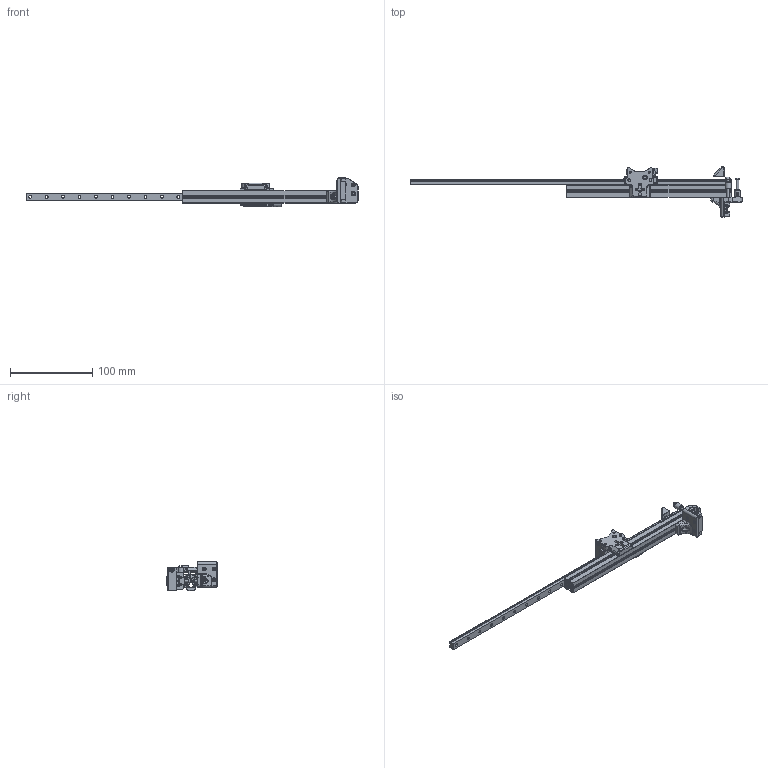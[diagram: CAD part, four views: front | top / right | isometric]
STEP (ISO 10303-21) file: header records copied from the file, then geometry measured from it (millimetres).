
FILE_DESCRIPTION(/* description */ (''),/* implementation_level */ '2;1');
FILE_NAME(/* name */ 'carriage_for_mgn9H.step',/* time_stamp */ '2022-01-14T13:55:27+02:00',/* author */ (''),/* organization */ (''),/* preprocessor_version */ 'ST-DEVELOPER v18.1',/* originating_system */ 'Autodesk Translation Framework v10.10.0.1391',/* authorisation */ '');
FILE_SCHEMA (('AUTOMOTIVE_DESIGN { 1 0 10303 214 3 1 1 }'));
Products named in the file (19): mgn9h; Gantry; XY_Joint_Right; XY_Joint_Right-1; M3x16 BHCS; M3x6 BHCS-1; M3 Threaded Insert; M2x10 self tapping screw for plastic-1; MGN7-H-1; M2x6 FHCS; M3x12 BHCS; M3x25 BHCS; X_Axis; X_Carriage; 1515_200mm-2; Omron_D2F_F-1; MGN9 Rail; MGN9-H; Y Bamper
Assembly tree (24 placements, depth 4):
  mgn9h
    Gantry
      XY_Joint_Right
        XY_Joint_Right-1
        M3x16 BHCS
        M3x6 BHCS-1  x2
        M3 Threaded Insert  x2
        M2x10 self tapping screw for plastic-1
        MGN7-H-1
        M2x6 FHCS  x4
        M3x12 BHCS
        M3x25 BHCS  x2
      X_Axis
        X_Carriage
        1515_200mm-2
        Omron_D2F_F-1
    MGN9 Rail
    MGN9-H
    Y Bamper
Bounding box: 403 x 60.7 x 35.61 mm (x, y, z)
Volume: 69119.1 mm3; surface area: 66676.7 mm2
Topology: 40 solids, 40 shells, 1940 faces, 5105 edges, 3302 vertices
Faces by surface type: plane 841, cylinder 525, bspline 378, cone 141, torus 34, sphere 21
Full cylindrical faces by diameter (mm): 0.8 x4, 1.28 x11, 1.288 x5, 1.8 x3, 2 x9, 2.2 x13, 2.4 x1, 2.55 x5, 2.603 x4, 2.659 x4, 2.8 x1, 3 x11, 3.2 x7, 3.4 x5, 3.5 x20, 3.6 x2, 3.75 x1, 3.8 x1, 4 x5, 4.2 x1, 4.6 x5, 5.05 x2, 5.16 x2, 5.56 x2, 5.7 x5, 6 x26, 7 x2
Entity records: 62184 total; most frequent: CARTESIAN_POINT 21935, ORIENTED_EDGE 8510, DIRECTION 8046, EDGE_CURVE 4255, AXIS2_PLACEMENT_3D 2791, VERTEX_POINT 2760, LINE 2464, VECTOR 2464
